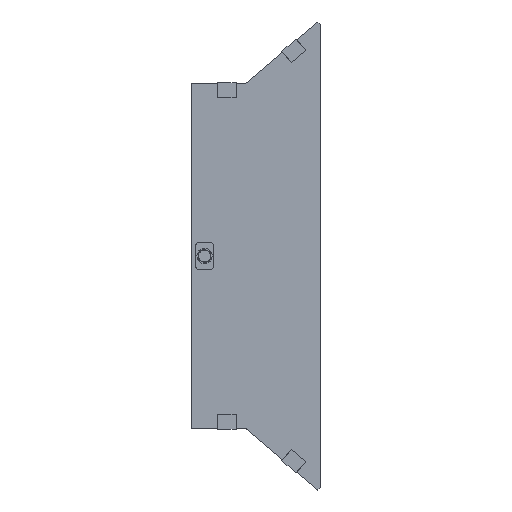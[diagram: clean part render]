
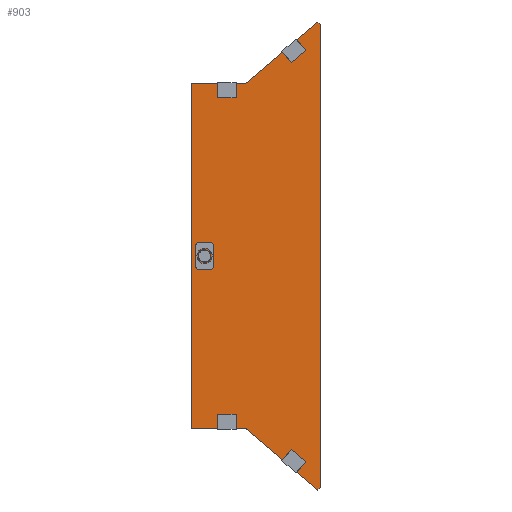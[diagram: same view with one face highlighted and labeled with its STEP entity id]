
A CAD part, top view. The second image highlights one B-rep face of the part: STEP entity #903.
In plain terms, the highlighted planar face has unit normal (0, 0, 1).
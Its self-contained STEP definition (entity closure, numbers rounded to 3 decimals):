
#47=FACE_OUTER_BOUND('',#104,.T.);
#104=EDGE_LOOP('',(#600,#601,#602,#603,#604,#605,#606,#607));
#162=LINE('',#1295,#276);
#163=LINE('',#1297,#277);
#164=LINE('',#1299,#278);
#165=LINE('',#1301,#279);
#166=LINE('',#1303,#280);
#167=LINE('',#1305,#281);
#168=LINE('',#1307,#282);
#169=LINE('',#1308,#283);
#276=VECTOR('',#1041,1.);
#277=VECTOR('',#1042,1.);
#278=VECTOR('',#1043,1.);
#279=VECTOR('',#1044,1.);
#280=VECTOR('',#1045,1.);
#281=VECTOR('',#1046,1.);
#282=VECTOR('',#1047,1.);
#283=VECTOR('',#1048,10.);
#390=VERTEX_POINT('',#1293);
#391=VERTEX_POINT('',#1294);
#392=VERTEX_POINT('',#1296);
#393=VERTEX_POINT('',#1298);
#394=VERTEX_POINT('',#1300);
#395=VERTEX_POINT('',#1302);
#396=VERTEX_POINT('',#1304);
#397=VERTEX_POINT('',#1306);
#474=EDGE_CURVE('',#390,#391,#162,.T.);
#475=EDGE_CURVE('',#391,#392,#163,.T.);
#476=EDGE_CURVE('',#392,#393,#164,.T.);
#477=EDGE_CURVE('',#394,#393,#165,.T.);
#478=EDGE_CURVE('',#395,#394,#166,.T.);
#479=EDGE_CURVE('',#395,#396,#167,.T.);
#480=EDGE_CURVE('',#396,#397,#168,.T.);
#481=EDGE_CURVE('',#390,#397,#169,.T.);
#600=ORIENTED_EDGE('',*,*,#474,.T.);
#601=ORIENTED_EDGE('',*,*,#475,.T.);
#602=ORIENTED_EDGE('',*,*,#476,.T.);
#603=ORIENTED_EDGE('',*,*,#477,.F.);
#604=ORIENTED_EDGE('',*,*,#478,.F.);
#605=ORIENTED_EDGE('',*,*,#479,.T.);
#606=ORIENTED_EDGE('',*,*,#480,.T.);
#607=ORIENTED_EDGE('',*,*,#481,.F.);
#852=PLANE('',#968);
#903=ADVANCED_FACE('',(#47),#852,.T.);
#968=AXIS2_PLACEMENT_3D('',#1292,#1039,#1040);
#1039=DIRECTION('center_axis',(0.,0.,1.));
#1040=DIRECTION('ref_axis',(1.,0.,0.));
#1041=DIRECTION('',(-0.761,-0.648,0.));
#1042=DIRECTION('',(-1.,0.,0.));
#1043=DIRECTION('',(0.,-1.,0.));
#1044=DIRECTION('',(-1.,0.,0.));
#1045=DIRECTION('',(-0.761,0.648,0.));
#1046=DIRECTION('',(0.648,0.761,0.));
#1047=DIRECTION('',(0.,1.,0.));
#1048=DIRECTION('',(0.648,-0.761,0.));
#1292=CARTESIAN_POINT('Origin',(66.318,209.053,0.8));
#1293=CARTESIAN_POINT('',(154.118,482.553,0.8));
#1294=CARTESIAN_POINT('',(69.218,410.253,0.8));
#1295=CARTESIAN_POINT('',(90.942,428.753,0.8));
#1296=CARTESIAN_POINT('',(6.618,410.253,0.8));
#1297=CARTESIAN_POINT('',(21.468,410.253,0.8));
#1298=CARTESIAN_POINT('',(6.618,7.853,0.8));
#1299=CARTESIAN_POINT('',(6.618,209.053,0.8));
#1300=CARTESIAN_POINT('',(69.218,7.853,0.8));
#1301=CARTESIAN_POINT('',(52.118,7.853,0.8));
#1302=CARTESIAN_POINT('',(154.118,-64.447,0.8));
#1303=CARTESIAN_POINT('',(90.942,-10.647,0.8));
#1304=CARTESIAN_POINT('',(156.918,-61.159,0.8));
#1305=CARTESIAN_POINT('',(155.518,-62.803,0.8));
#1306=CARTESIAN_POINT('',(156.918,479.265,0.8));
#1307=CARTESIAN_POINT('',(156.918,209.053,0.8));
#1308=CARTESIAN_POINT('',(154.118,482.553,0.8));
